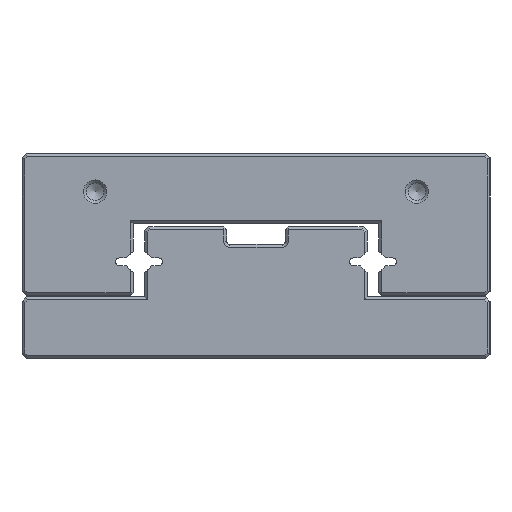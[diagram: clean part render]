
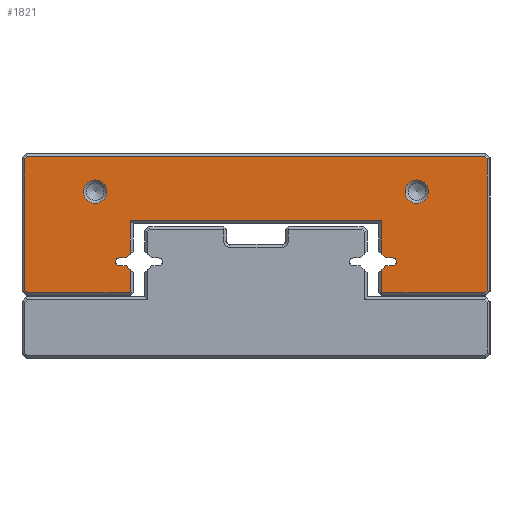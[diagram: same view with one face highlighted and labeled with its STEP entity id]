
A CAD part, left-side view. The second image highlights one B-rep face of the part: STEP entity #1821.
In plain terms, the highlighted planar face has unit normal (-1, 0, 0).
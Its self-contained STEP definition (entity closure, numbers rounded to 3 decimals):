
#877=FACE_BOUND('',#3837,.T.);
#878=FACE_BOUND('',#3838,.T.);
#879=FACE_BOUND('',#3839,.T.);
#1359=CIRCLE('',#12964,0.667);
#1376=CIRCLE('',#12989,0.667);
#1380=CIRCLE('',#12999,2.);
#1381=CIRCLE('',#13000,2.);
#1821=ADVANCED_FACE('',(#877,#878,#879),#2514,.T.);
#2514=PLANE('',#13001);
#3837=EDGE_LOOP('',(#5872,#5873,#5874,#5875,#5876,#5877,#5878,#5879,#5880,
#5881,#5882,#5883,#5884,#5885,#5886,#5887,#5888,#5889,#5890,#5891,#5892,
#5893,#5894,#5895));
#3838=EDGE_LOOP('',(#5896));
#3839=EDGE_LOOP('',(#5897));
#5872=ORIENTED_EDGE('',*,*,#9514,.F.);
#5873=ORIENTED_EDGE('',*,*,#9553,.T.);
#5874=ORIENTED_EDGE('',*,*,#9554,.T.);
#5875=ORIENTED_EDGE('',*,*,#9555,.T.);
#5876=ORIENTED_EDGE('',*,*,#9461,.F.);
#5877=ORIENTED_EDGE('',*,*,#9455,.F.);
#5878=ORIENTED_EDGE('',*,*,#9452,.F.);
#5879=ORIENTED_EDGE('',*,*,#9449,.F.);
#5880=ORIENTED_EDGE('',*,*,#9447,.F.);
#5881=ORIENTED_EDGE('',*,*,#9556,.T.);
#5882=ORIENTED_EDGE('',*,*,#9557,.T.);
#5883=ORIENTED_EDGE('',*,*,#9558,.T.);
#5884=ORIENTED_EDGE('',*,*,#9559,.T.);
#5885=ORIENTED_EDGE('',*,*,#9560,.T.);
#5886=ORIENTED_EDGE('',*,*,#9561,.T.);
#5887=ORIENTED_EDGE('',*,*,#9562,.T.);
#5888=ORIENTED_EDGE('',*,*,#9563,.T.);
#5889=ORIENTED_EDGE('',*,*,#9564,.T.);
#5890=ORIENTED_EDGE('',*,*,#9565,.T.);
#5891=ORIENTED_EDGE('',*,*,#9566,.T.);
#5892=ORIENTED_EDGE('',*,*,#9528,.F.);
#5893=ORIENTED_EDGE('',*,*,#9522,.F.);
#5894=ORIENTED_EDGE('',*,*,#9519,.F.);
#5895=ORIENTED_EDGE('',*,*,#9516,.F.);
#5896=ORIENTED_EDGE('',*,*,#9567,.T.);
#5897=ORIENTED_EDGE('',*,*,#9568,.T.);
#8165=VERTEX_POINT('',#18747);
#8166=VERTEX_POINT('',#18749);
#8167=VERTEX_POINT('',#18753);
#8169=VERTEX_POINT('',#18759);
#8171=VERTEX_POINT('',#18765);
#8176=VERTEX_POINT('',#18777);
#8212=VERTEX_POINT('',#18869);
#8213=VERTEX_POINT('',#18871);
#8214=VERTEX_POINT('',#18875);
#8216=VERTEX_POINT('',#18881);
#8218=VERTEX_POINT('',#18887);
#8223=VERTEX_POINT('',#18899);
#8244=VERTEX_POINT('',#18949);
#8245=VERTEX_POINT('',#18951);
#8246=VERTEX_POINT('',#18954);
#8247=VERTEX_POINT('',#18956);
#8248=VERTEX_POINT('',#18958);
#8249=VERTEX_POINT('',#18960);
#8250=VERTEX_POINT('',#18962);
#8251=VERTEX_POINT('',#18964);
#8252=VERTEX_POINT('',#18966);
#8253=VERTEX_POINT('',#18968);
#8254=VERTEX_POINT('',#18970);
#8255=VERTEX_POINT('',#18972);
#8256=VERTEX_POINT('',#18975);
#8257=VERTEX_POINT('',#18977);
#9447=EDGE_CURVE('',#8165,#8166,#10785,.T.);
#9449=EDGE_CURVE('',#8166,#8167,#10787,.T.);
#9452=EDGE_CURVE('',#8167,#8169,#1359,.T.);
#9455=EDGE_CURVE('',#8169,#8171,#10791,.T.);
#9461=EDGE_CURVE('',#8171,#8176,#10797,.T.);
#9514=EDGE_CURVE('',#8212,#8213,#10835,.T.);
#9516=EDGE_CURVE('',#8213,#8214,#10837,.T.);
#9519=EDGE_CURVE('',#8214,#8216,#1376,.T.);
#9522=EDGE_CURVE('',#8216,#8218,#10841,.T.);
#9528=EDGE_CURVE('',#8218,#8223,#10847,.T.);
#9553=EDGE_CURVE('',#8212,#8244,#10870,.T.);
#9554=EDGE_CURVE('',#8244,#8245,#10871,.T.);
#9555=EDGE_CURVE('',#8245,#8176,#10872,.T.);
#9556=EDGE_CURVE('',#8165,#8246,#10873,.T.);
#9557=EDGE_CURVE('',#8246,#8247,#10874,.T.);
#9558=EDGE_CURVE('',#8247,#8248,#10875,.T.);
#9559=EDGE_CURVE('',#8248,#8249,#10876,.T.);
#9560=EDGE_CURVE('',#8249,#8250,#10877,.T.);
#9561=EDGE_CURVE('',#8250,#8251,#10878,.T.);
#9562=EDGE_CURVE('',#8251,#8252,#10879,.T.);
#9563=EDGE_CURVE('',#8252,#8253,#10880,.T.);
#9564=EDGE_CURVE('',#8253,#8254,#10881,.T.);
#9565=EDGE_CURVE('',#8254,#8255,#10882,.T.);
#9566=EDGE_CURVE('',#8255,#8223,#10883,.T.);
#9567=EDGE_CURVE('',#8256,#8256,#1380,.T.);
#9568=EDGE_CURVE('',#8257,#8257,#1381,.T.);
#10785=LINE('',#18748,#11861);
#10787=LINE('',#18752,#11863);
#10791=LINE('',#18764,#11867);
#10797=LINE('',#18776,#11873);
#10835=LINE('',#18870,#11911);
#10837=LINE('',#18874,#11913);
#10841=LINE('',#18886,#11917);
#10847=LINE('',#18898,#11923);
#10870=LINE('',#18948,#11946);
#10871=LINE('',#18950,#11947);
#10872=LINE('',#18952,#11948);
#10873=LINE('',#18953,#11949);
#10874=LINE('',#18955,#11950);
#10875=LINE('',#18957,#11951);
#10876=LINE('',#18959,#11952);
#10877=LINE('',#18961,#11953);
#10878=LINE('',#18963,#11954);
#10879=LINE('',#18965,#11955);
#10880=LINE('',#18967,#11956);
#10881=LINE('',#18969,#11957);
#10882=LINE('',#18971,#11958);
#10883=LINE('',#18973,#11959);
#11861=VECTOR('',#14948,1.);
#11863=VECTOR('',#14952,1.);
#11867=VECTOR('',#14964,1.);
#11873=VECTOR('',#14972,1.);
#11911=VECTOR('',#15048,1.);
#11913=VECTOR('',#15052,1.);
#11917=VECTOR('',#15064,1.);
#11923=VECTOR('',#15072,1.);
#11946=VECTOR('',#15107,1.);
#11947=VECTOR('',#15108,1.);
#11948=VECTOR('',#15109,1.);
#11949=VECTOR('',#15110,1.);
#11950=VECTOR('',#15111,1.);
#11951=VECTOR('',#15112,1.);
#11952=VECTOR('',#15113,1.);
#11953=VECTOR('',#15114,1.);
#11954=VECTOR('',#15115,1.);
#11955=VECTOR('',#15116,1.);
#11956=VECTOR('',#15117,1.);
#11957=VECTOR('',#15118,1.);
#11958=VECTOR('',#15119,1.);
#11959=VECTOR('',#15120,1.);
#12964=AXIS2_PLACEMENT_3D('',#18758,#14957,#14958);
#12989=AXIS2_PLACEMENT_3D('',#18880,#15057,#15058);
#12999=AXIS2_PLACEMENT_3D('',#18974,#15121,#15122);
#13000=AXIS2_PLACEMENT_3D('',#18976,#15123,#15124);
#13001=AXIS2_PLACEMENT_3D('',#18978,#15125,#15126);
#14948=DIRECTION('',(0.,-0.707,0.707));
#14952=DIRECTION('',(0.,-1.,0.));
#14957=DIRECTION('',(-1.,0.,0.));
#14958=DIRECTION('',(0.,0.,-1.));
#14964=DIRECTION('',(0.,1.,0.));
#14972=DIRECTION('',(0.,0.707,0.707));
#15048=DIRECTION('',(0.,0.707,-0.707));
#15052=DIRECTION('',(0.,1.,0.));
#15057=DIRECTION('',(-1.,0.,0.));
#15058=DIRECTION('',(0.,0.,1.));
#15064=DIRECTION('',(0.,-1.,0.));
#15072=DIRECTION('',(0.,-0.707,-0.707));
#15107=DIRECTION('',(0.,0.,1.));
#15108=DIRECTION('',(0.,-1.,0.));
#15109=DIRECTION('',(0.,0.,-1.));
#15110=DIRECTION('',(0.,0.,-1.));
#15111=DIRECTION('',(0.,-1.,0.));
#15112=DIRECTION('',(0.,-0.707,0.707));
#15113=DIRECTION('',(0.,0.,1.));
#15114=DIRECTION('',(0.,0.707,0.707));
#15115=DIRECTION('',(0.,1.,0.));
#15116=DIRECTION('',(0.,0.707,-0.707));
#15117=DIRECTION('',(0.,0.,-1.));
#15118=DIRECTION('',(0.,-0.707,-0.707));
#15119=DIRECTION('',(0.,-1.,0.));
#15120=DIRECTION('',(0.,0.,1.));
#15121=DIRECTION('',(1.,0.,0.));
#15122=DIRECTION('',(0.,0.,-1.));
#15123=DIRECTION('',(1.,0.,0.));
#15124=DIRECTION('',(0.,0.,-1.));
#15125=DIRECTION('',(-1.,0.,0.));
#15126=DIRECTION('',(0.,0.,1.));
#18747=CARTESIAN_POINT('',(80.,18.5,15.172));
#18748=CARTESIAN_POINT('',(80.,19.,14.672));
#18749=CARTESIAN_POINT('',(80.,17.838,15.833));
#18752=CARTESIAN_POINT('',(80.,17.838,15.833));
#18753=CARTESIAN_POINT('',(80.,16.667,15.833));
#18758=CARTESIAN_POINT('',(80.,16.667,16.5));
#18759=CARTESIAN_POINT('',(80.,16.667,17.167));
#18764=CARTESIAN_POINT('',(80.,16.667,17.167));
#18765=CARTESIAN_POINT('',(80.,17.838,17.167));
#18776=CARTESIAN_POINT('',(80.,17.838,17.167));
#18777=CARTESIAN_POINT('',(80.,18.5,17.828));
#18869=CARTESIAN_POINT('',(80.,61.5,17.828));
#18870=CARTESIAN_POINT('',(80.,61.,18.328));
#18871=CARTESIAN_POINT('',(80.,62.162,17.167));
#18874=CARTESIAN_POINT('',(80.,62.162,17.167));
#18875=CARTESIAN_POINT('',(80.,63.333,17.167));
#18880=CARTESIAN_POINT('',(80.,63.333,16.5));
#18881=CARTESIAN_POINT('',(80.,63.333,15.833));
#18886=CARTESIAN_POINT('',(80.,63.333,15.833));
#18887=CARTESIAN_POINT('',(80.,62.162,15.833));
#18898=CARTESIAN_POINT('',(80.,62.162,15.833));
#18899=CARTESIAN_POINT('',(80.,61.5,15.172));
#18948=CARTESIAN_POINT('',(80.,61.5,23.));
#18949=CARTESIAN_POINT('',(80.,61.5,23.5));
#18950=CARTESIAN_POINT('',(80.,19.,23.5));
#18951=CARTESIAN_POINT('',(80.,18.5,23.5));
#18952=CARTESIAN_POINT('',(80.,18.5,18.328));
#18953=CARTESIAN_POINT('',(80.,18.5,10.7));
#18954=CARTESIAN_POINT('',(80.,18.5,11.2));
#18955=CARTESIAN_POINT('',(80.,0.7,11.2));
#18956=CARTESIAN_POINT('',(80.,0.907,11.2));
#18957=CARTESIAN_POINT('',(80.,6.137,5.97));
#18958=CARTESIAN_POINT('',(80.,0.5,11.607));
#18959=CARTESIAN_POINT('',(80.,0.5,34.3));
#18960=CARTESIAN_POINT('',(80.,0.5,34.093));
#18961=CARTESIAN_POINT('',(80.,-0.213,33.38));
#18962=CARTESIAN_POINT('',(80.,0.907,34.5));
#18963=CARTESIAN_POINT('',(80.,79.3,34.5));
#18964=CARTESIAN_POINT('',(80.,79.093,34.5));
#18965=CARTESIAN_POINT('',(80.,56.88,56.713));
#18966=CARTESIAN_POINT('',(80.,79.5,34.093));
#18967=CARTESIAN_POINT('',(80.,79.5,11.4));
#18968=CARTESIAN_POINT('',(80.,79.5,11.607));
#18969=CARTESIAN_POINT('',(80.,50.53,-17.363));
#18970=CARTESIAN_POINT('',(80.,79.093,11.2));
#18971=CARTESIAN_POINT('',(80.,61.,11.2));
#18972=CARTESIAN_POINT('',(80.,61.5,11.2));
#18973=CARTESIAN_POINT('',(80.,61.5,14.672));
#18974=CARTESIAN_POINT('',(80.,12.5,28.5));
#18975=CARTESIAN_POINT('',(80.,12.5,26.5));
#18976=CARTESIAN_POINT('',(80.,67.5,28.5));
#18977=CARTESIAN_POINT('',(80.,67.5,26.5));
#18978=CARTESIAN_POINT('',(80.,16.667,16.5));
